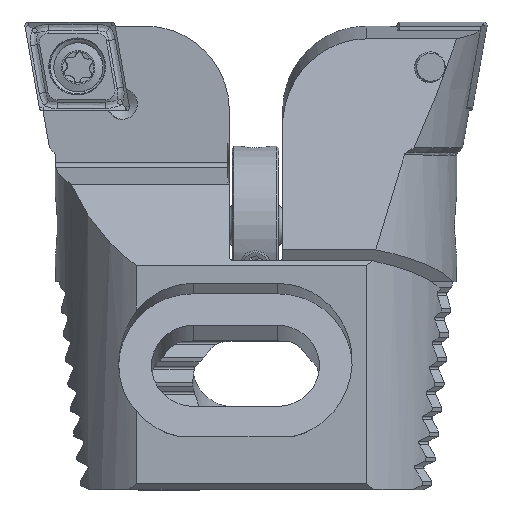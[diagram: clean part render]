
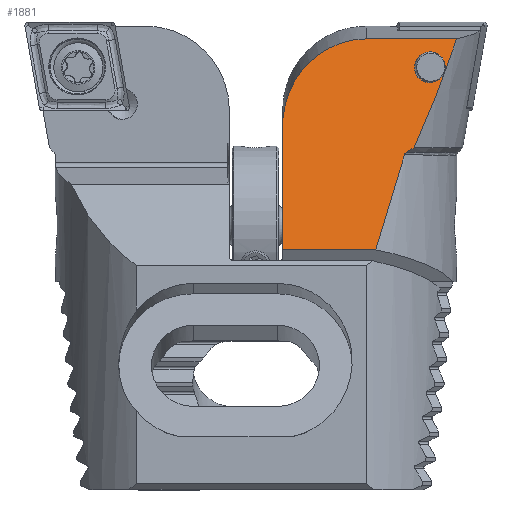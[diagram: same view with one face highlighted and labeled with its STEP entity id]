
A CAD part, top view. The second image highlights one B-rep face of the part: STEP entity #1881.
In plain terms, the highlighted face is planar.
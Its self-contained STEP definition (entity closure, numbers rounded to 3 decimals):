
#265 = B_SPLINE_CURVE_WITH_KNOTS ( 'NONE', 3,
 ( #6396, #548, #1870, #4498 ),
 .UNSPECIFIED., .F., .F.,
 ( 4, 4 ),
 ( 0., 0.001 ),
 .UNSPECIFIED. ) ;
#327 = ORIENTED_EDGE ( 'NONE', *, *, #4524, .T. ) ;
#384 =( BOUNDED_CURVE ( )  B_SPLINE_CURVE ( 3, ( #7330, #6628, #2227, #5063 ),
 .UNSPECIFIED., .F., .F. ) 
 B_SPLINE_CURVE_WITH_KNOTS ( ( 4, 4 ),
 ( 3.769, 3.965 ),
 .UNSPECIFIED. ) 
 CURVE ( )  GEOMETRIC_REPRESENTATION_ITEM ( )  RATIONAL_B_SPLINE_CURVE ( ( 1., 0.997, 0.997, 1. ) ) 
 REPRESENTATION_ITEM ( '' )  );
#389 = EDGE_CURVE ( 'NONE', #445, #6321, #265, .T. ) ;
#445 = VERTEX_POINT ( 'NONE', #6333 ) ;
#499 =( BOUNDED_CURVE ( )  B_SPLINE_CURVE ( 3, ( #6247, #3665, #1704, #8170 ),
 .UNSPECIFIED., .F., .T. ) 
 B_SPLINE_CURVE_WITH_KNOTS ( ( 4, 4 ),
 ( 3.554, 3.679 ),
 .UNSPECIFIED. ) 
 CURVE ( )  GEOMETRIC_REPRESENTATION_ITEM ( )  RATIONAL_B_SPLINE_CURVE ( ( 1., 0.999, 0.999, 1. ) ) 
 REPRESENTATION_ITEM ( '' )  );
#548 = CARTESIAN_POINT ( 'NONE',  ( 8.351, -13.815, -14.154 ) ) ;
#615 = EDGE_CURVE ( 'NONE', #5554, #4821, #6581, .T. ) ;
#750 = EDGE_CURVE ( 'NONE', #5554, #1661, #1340, .T. ) ;
#778 = CARTESIAN_POINT ( 'NONE',  ( 12.9, -1.828, -10.942 ) ) ;
#863 = EDGE_LOOP ( 'NONE', ( #5152, #6744, #4729, #4019, #8040, #5907, #6587, #5751 ) ) ;
#1042 = CARTESIAN_POINT ( 'NONE',  ( 5.899, -3.223, -11.316 ) ) ;
#1092 = DIRECTION ( 'NONE',  ( 0., 0.966, 0.259 ) ) ;
#1340 =( BOUNDED_CURVE ( )  B_SPLINE_CURVE ( 3, ( #778, #7227, #7423, #4920 ),
 .UNSPECIFIED., .F., .F. ) 
 B_SPLINE_CURVE_WITH_KNOTS ( ( 4, 4 ),
 ( 0., 1.571 ),
 .UNSPECIFIED. ) 
 CURVE ( )  GEOMETRIC_REPRESENTATION_ITEM ( )  RATIONAL_B_SPLINE_CURVE ( ( 1., 0.805, 0.805, 1. ) ) 
 REPRESENTATION_ITEM ( '' )  );
#1363 = CARTESIAN_POINT ( 'NONE',  ( 5.899, -3.223, -11.316 ) ) ;
#1483 = EDGE_CURVE ( 'NONE', #3797, #1661, #7049, .T. ) ;
#1484 = EDGE_CURVE ( 'NONE', #6321, #4821, #499, .T. ) ;
#1500 = DIRECTION ( 'NONE',  ( -1., 0., 0. ) ) ;
#1661 = VERTEX_POINT ( 'NONE', #2579 ) ;
#1704 = CARTESIAN_POINT ( 'NONE',  ( 4.722, -6.18, -12.108 ) ) ;
#1864 = CARTESIAN_POINT ( 'NONE',  ( 8.847, -14.266, -14.275 ) ) ;
#1870 = CARTESIAN_POINT ( 'NONE',  ( 8.084, -13.645, -14.108 ) ) ;
#1881 = ADVANCED_FACE ( 'NONE', ( #4245, #1893 ), #3506, .F. ) ;
#1893 = FACE_OUTER_BOUND ( 'NONE', #863, .T. ) ;
#2146 = DIRECTION ( 'NONE',  ( 0., -0.966, -0.259 ) ) ;
#2227 = CARTESIAN_POINT ( 'NONE',  ( 9.781, -18.026, -15.282 ) ) ;
#2252 = DIRECTION ( 'NONE',  ( 0., -0.259, 0.966 ) ) ;
#2463 = CARTESIAN_POINT ( 'NONE',  ( 7.818, -13.473, -14.062 ) ) ;
#2579 = CARTESIAN_POINT ( 'NONE',  ( 21.9, -11.204, -13.454 ) ) ;
#2781 = CARTESIAN_POINT ( 'NONE',  ( 49., -1.828, -10.942 ) ) ;
#2797 = CARTESIAN_POINT ( 'NONE',  ( 5.899, -3.223, -11.316 ) ) ;
#2984 = AXIS2_PLACEMENT_3D ( 'NONE', #6062, #2252, #2146 ) ;
#3198 = CARTESIAN_POINT ( 'NONE',  ( 8.847, -14.266, -14.275 ) ) ;
#3506 = PLANE ( 'NONE',  #2984 ) ;
#3634 = DIRECTION ( 'NONE',  ( -1., 0., 0. ) ) ;
#3665 = CARTESIAN_POINT ( 'NONE',  ( 6.247, -10.067, -13.15 ) ) ;
#3697 = CARTESIAN_POINT ( 'NONE',  ( 11.921, -24.437, -17. ) ) ;
#3797 = VERTEX_POINT ( 'NONE', #5866 ) ;
#4019 = ORIENTED_EDGE ( 'NONE', *, *, #7980, .T. ) ;
#4102 = VERTEX_POINT ( 'NONE', #1864 ) ;
#4245 = FACE_BOUND ( 'NONE', #5460, .T. ) ;
#4380 = CARTESIAN_POINT ( 'NONE',  ( 8.672, -14.016, -14.208 ) ) ;
#4498 = CARTESIAN_POINT ( 'NONE',  ( 7.818, -13.473, -14.062 ) ) ;
#4524 = EDGE_CURVE ( 'NONE', #6683, #6683, #4713, .T. ) ;
#4713 =( BOUNDED_CURVE ( )  B_SPLINE_CURVE ( 3, ( #1363, #5877, #7919, #6605, #7349, #5955, #2797 ),
 .UNSPECIFIED., .T., .T. ) 
 B_SPLINE_CURVE_WITH_KNOTS ( ( 4, 3, 4 ),
 ( 0., 3.142, 6.283 ),
 .UNSPECIFIED. ) 
 CURVE ( )  GEOMETRIC_REPRESENTATION_ITEM ( )  RATIONAL_B_SPLINE_CURVE ( ( 1., 0.333, 0.333, 1., 0.333, 0.333, 1. ) ) 
 REPRESENTATION_ITEM ( '' )  );
#4729 = ORIENTED_EDGE ( 'NONE', *, *, #1483, .F. ) ;
#4821 = VERTEX_POINT ( 'NONE', #7406 ) ;
#4867 = CARTESIAN_POINT ( 'NONE',  ( 21.9, -24.437, -17. ) ) ;
#4909 = VERTEX_POINT ( 'NONE', #3697 ) ;
#4920 = CARTESIAN_POINT ( 'NONE',  ( 21.9, -11.204, -13.454 ) ) ;
#5063 = CARTESIAN_POINT ( 'NONE',  ( 8.847, -14.266, -14.275 ) ) ;
#5092 = CARTESIAN_POINT ( 'NONE',  ( 8.721, -14.057, -14.219 ) ) ;
#5125 = CARTESIAN_POINT ( 'NONE',  ( 8.833, -14.205, -14.258 ) ) ;
#5152 = ORIENTED_EDGE ( 'NONE', *, *, #615, .F. ) ;
#5402 = LINE ( 'NONE', #6208, #5993 ) ;
#5460 = EDGE_LOOP ( 'NONE', ( #327 ) ) ;
#5554 = VERTEX_POINT ( 'NONE', #6693 ) ;
#5751 = ORIENTED_EDGE ( 'NONE', *, *, #1484, .T. ) ;
#5866 = CARTESIAN_POINT ( 'NONE',  ( 21.9, -24.437, -17. ) ) ;
#5877 = CARTESIAN_POINT ( 'NONE',  ( 2.629, -3.649, -11.43 ) ) ;
#5907 = ORIENTED_EDGE ( 'NONE', *, *, #8061, .T. ) ;
#5955 = CARTESIAN_POINT ( 'NONE',  ( 9.17, -2.797, -11.201 ) ) ;
#5993 = VECTOR ( 'NONE', #3634, 1000. ) ;
#6062 = CARTESIAN_POINT ( 'NONE',  ( 49., -1.828, -10.942 ) ) ;
#6185 = VECTOR ( 'NONE', #1500, 1000. ) ;
#6208 = CARTESIAN_POINT ( 'NONE',  ( 49., -24.437, -17. ) ) ;
#6247 = CARTESIAN_POINT ( 'NONE',  ( 7.818, -13.473, -14.062 ) ) ;
#6321 = VERTEX_POINT ( 'NONE', #2463 ) ;
#6333 = CARTESIAN_POINT ( 'NONE',  ( 8.619, -13.983, -14.199 ) ) ;
#6396 = CARTESIAN_POINT ( 'NONE',  ( 8.619, -13.983, -14.199 ) ) ;
#6414 = EDGE_CURVE ( 'NONE', #4909, #4102, #384, .T. ) ;
#6551 = B_SPLINE_CURVE_WITH_KNOTS ( 'NONE', 3,
 ( #3198, #5125, #7657, #5092, #4380, #8252 ),
 .UNSPECIFIED., .F., .F.,
 ( 4, 2, 4 ),
 ( 0., 0., 0. ),
 .UNSPECIFIED. ) ;
#6581 = LINE ( 'NONE', #2781, #6185 ) ;
#6587 = ORIENTED_EDGE ( 'NONE', *, *, #389, .T. ) ;
#6605 = CARTESIAN_POINT ( 'NONE',  ( 6.356, -6.495, -12.192 ) ) ;
#6628 = CARTESIAN_POINT ( 'NONE',  ( 10.809, -21.427, -16.194 ) ) ;
#6683 = VERTEX_POINT ( 'NONE', #1042 ) ;
#6693 = CARTESIAN_POINT ( 'NONE',  ( 12.9, -1.828, -10.942 ) ) ;
#6744 = ORIENTED_EDGE ( 'NONE', *, *, #750, .T. ) ;
#6849 = VECTOR ( 'NONE', #1092, 1000. ) ;
#7049 = LINE ( 'NONE', #4867, #6849 ) ;
#7227 = CARTESIAN_POINT ( 'NONE',  ( 18.172, -1.828, -10.942 ) ) ;
#7330 = CARTESIAN_POINT ( 'NONE',  ( 11.921, -24.437, -17. ) ) ;
#7349 = CARTESIAN_POINT ( 'NONE',  ( 9.627, -6.069, -12.078 ) ) ;
#7406 = CARTESIAN_POINT ( 'NONE',  ( 3.249, -1.828, -10.942 ) ) ;
#7423 = CARTESIAN_POINT ( 'NONE',  ( 21.9, -5.711, -11.982 ) ) ;
#7657 = CARTESIAN_POINT ( 'NONE',  ( 8.801, -14.151, -14.244 ) ) ;
#7919 = CARTESIAN_POINT ( 'NONE',  ( 3.086, -6.921, -12.307 ) ) ;
#7980 = EDGE_CURVE ( 'NONE', #3797, #4909, #5402, .T. ) ;
#8040 = ORIENTED_EDGE ( 'NONE', *, *, #6414, .T. ) ;
#8061 = EDGE_CURVE ( 'NONE', #4102, #445, #6551, .T. ) ;
#8170 = CARTESIAN_POINT ( 'NONE',  ( 3.249, -1.828, -10.942 ) ) ;
#8252 = CARTESIAN_POINT ( 'NONE',  ( 8.619, -13.983, -14.199 ) ) ;
